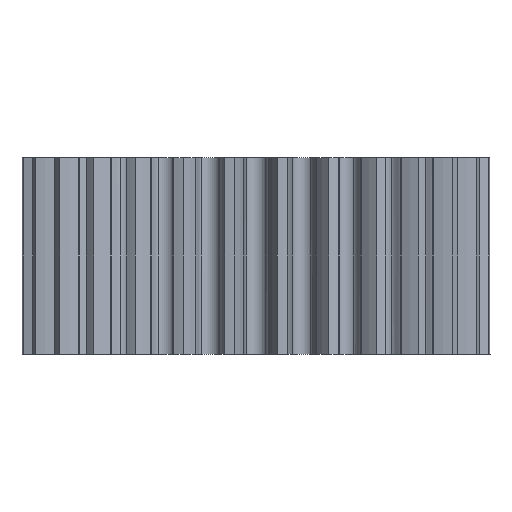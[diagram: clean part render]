
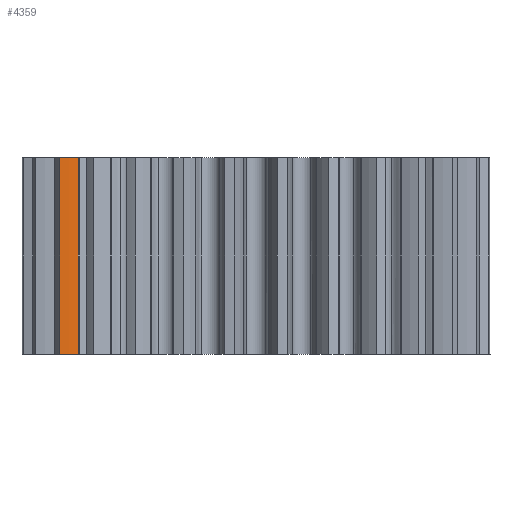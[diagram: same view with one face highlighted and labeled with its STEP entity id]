
A CAD part, front view. The second image highlights one B-rep face of the part: STEP entity #4359.
In plain terms, the highlighted free-form (B-spline) face has degree [3, 1] with [13, 2] control points.
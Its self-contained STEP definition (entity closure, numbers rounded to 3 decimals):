
#26=B_SPLINE_SURFACE_WITH_KNOTS('',3,1,((#8697,#8698),(#8699,#8700),(#8701,
#8702),(#8703,#8704),(#8705,#8706),(#8707,#8708),(#8709,#8710),(#8711,#8712),
(#8713,#8714),(#8715,#8716),(#8717,#8718),(#8719,#8720),(#8721,#8722)),
 .UNSPECIFIED.,.F.,.F.,.F.,(4,3,3,3,4),(2,2),(0.,0.,0.001,
0.001,0.001),(0.,1.),.UNSPECIFIED.);
#186=B_SPLINE_CURVE_WITH_KNOTS('',3,(#6222,#6223,#6224,#6225,#6226,#6227,
#6228,#6229,#6230,#6231,#6232,#6233,#6234),.UNSPECIFIED.,.F.,.F.,(4,3,3,
3,4),(-0.001,-0.001,-0.001,
0.,0.),.UNSPECIFIED.);
#318=B_SPLINE_CURVE_WITH_KNOTS('',3,(#7848,#7849,#7850,#7851,#7852,#7853,
#7854,#7855,#7856,#7857,#7858,#7859,#7860),.UNSPECIFIED.,.F.,.F.,(4,3,3,
3,4),(0.,0.,0.001,0.001,
0.001),.UNSPECIFIED.);
#452=FACE_OUTER_BOUND('',#696,.T.);
#696=EDGE_LOOP('',(#3437,#3438,#3439,#3440));
#1060=LINE('',#8723,#1407);
#1061=LINE('',#8724,#1408);
#1407=VECTOR('',#5256,10.);
#1408=VECTOR('',#5257,10.);
#1814=VERTEX_POINT('',#6219);
#1815=VERTEX_POINT('',#6221);
#2081=VERTEX_POINT('',#7845);
#2082=VERTEX_POINT('',#7847);
#2279=EDGE_CURVE('',#1814,#1815,#186,.T.);
#2546=EDGE_CURVE('',#2081,#2082,#318,.T.);
#2689=EDGE_CURVE('',#2082,#1814,#1060,.T.);
#2690=EDGE_CURVE('',#2081,#1815,#1061,.T.);
#3437=ORIENTED_EDGE('',*,*,#2689,.F.);
#3438=ORIENTED_EDGE('',*,*,#2546,.F.);
#3439=ORIENTED_EDGE('',*,*,#2690,.T.);
#3440=ORIENTED_EDGE('',*,*,#2279,.F.);
#4359=ADVANCED_FACE('',(#452),#26,.F.);
#5256=DIRECTION('',(0.,0.,1.));
#5257=DIRECTION('',(0.,0.,1.));
#6219=CARTESIAN_POINT('',(-9.977,-6.578,7.5));
#6221=CARTESIAN_POINT('',(-9.032,-6.4,7.5));
#6222=CARTESIAN_POINT('Ctrl Pts',(-9.977,-6.578,7.5));
#6223=CARTESIAN_POINT('Ctrl Pts',(-9.921,-6.573,7.5));
#6224=CARTESIAN_POINT('Ctrl Pts',(-9.866,-6.567,7.5));
#6225=CARTESIAN_POINT('Ctrl Pts',(-9.811,-6.561,7.5));
#6226=CARTESIAN_POINT('Ctrl Pts',(-9.718,-6.549,7.5));
#6227=CARTESIAN_POINT('Ctrl Pts',(-9.626,-6.536,7.5));
#6228=CARTESIAN_POINT('Ctrl Pts',(-9.534,-6.52,7.5));
#6229=CARTESIAN_POINT('Ctrl Pts',(-9.449,-6.505,7.5));
#6230=CARTESIAN_POINT('Ctrl Pts',(-9.365,-6.487,7.5));
#6231=CARTESIAN_POINT('Ctrl Pts',(-9.281,-6.467,7.5));
#6232=CARTESIAN_POINT('Ctrl Pts',(-9.197,-6.447,7.5));
#6233=CARTESIAN_POINT('Ctrl Pts',(-9.114,-6.425,7.5));
#6234=CARTESIAN_POINT('Ctrl Pts',(-9.032,-6.4,7.5));
#7845=CARTESIAN_POINT('',(-9.032,-6.4,-2.5));
#7847=CARTESIAN_POINT('',(-9.977,-6.578,-2.5));
#7848=CARTESIAN_POINT('Ctrl Pts',(-9.032,-6.4,-2.5));
#7849=CARTESIAN_POINT('Ctrl Pts',(-9.114,-6.425,-2.5));
#7850=CARTESIAN_POINT('Ctrl Pts',(-9.197,-6.447,-2.5));
#7851=CARTESIAN_POINT('Ctrl Pts',(-9.281,-6.467,-2.5));
#7852=CARTESIAN_POINT('Ctrl Pts',(-9.365,-6.487,-2.5));
#7853=CARTESIAN_POINT('Ctrl Pts',(-9.449,-6.505,-2.5));
#7854=CARTESIAN_POINT('Ctrl Pts',(-9.534,-6.52,-2.5));
#7855=CARTESIAN_POINT('Ctrl Pts',(-9.626,-6.536,-2.5));
#7856=CARTESIAN_POINT('Ctrl Pts',(-9.718,-6.549,-2.5));
#7857=CARTESIAN_POINT('Ctrl Pts',(-9.811,-6.561,-2.5));
#7858=CARTESIAN_POINT('Ctrl Pts',(-9.866,-6.567,-2.5));
#7859=CARTESIAN_POINT('Ctrl Pts',(-9.921,-6.573,-2.5));
#7860=CARTESIAN_POINT('Ctrl Pts',(-9.977,-6.578,-2.5));
#8697=CARTESIAN_POINT('Ctrl Pts',(-9.032,-6.4,-2.5));
#8698=CARTESIAN_POINT('Ctrl Pts',(-9.032,-6.4,7.5));
#8699=CARTESIAN_POINT('Ctrl Pts',(-9.114,-6.425,-2.5));
#8700=CARTESIAN_POINT('Ctrl Pts',(-9.114,-6.425,7.5));
#8701=CARTESIAN_POINT('Ctrl Pts',(-9.197,-6.447,-2.5));
#8702=CARTESIAN_POINT('Ctrl Pts',(-9.197,-6.447,7.5));
#8703=CARTESIAN_POINT('Ctrl Pts',(-9.281,-6.467,-2.5));
#8704=CARTESIAN_POINT('Ctrl Pts',(-9.281,-6.467,7.5));
#8705=CARTESIAN_POINT('Ctrl Pts',(-9.365,-6.487,-2.5));
#8706=CARTESIAN_POINT('Ctrl Pts',(-9.365,-6.487,7.5));
#8707=CARTESIAN_POINT('Ctrl Pts',(-9.449,-6.505,-2.5));
#8708=CARTESIAN_POINT('Ctrl Pts',(-9.449,-6.505,7.5));
#8709=CARTESIAN_POINT('Ctrl Pts',(-9.534,-6.52,-2.5));
#8710=CARTESIAN_POINT('Ctrl Pts',(-9.534,-6.52,7.5));
#8711=CARTESIAN_POINT('Ctrl Pts',(-9.626,-6.536,-2.5));
#8712=CARTESIAN_POINT('Ctrl Pts',(-9.626,-6.536,7.5));
#8713=CARTESIAN_POINT('Ctrl Pts',(-9.718,-6.549,-2.5));
#8714=CARTESIAN_POINT('Ctrl Pts',(-9.718,-6.549,7.5));
#8715=CARTESIAN_POINT('Ctrl Pts',(-9.811,-6.561,-2.5));
#8716=CARTESIAN_POINT('Ctrl Pts',(-9.811,-6.561,7.5));
#8717=CARTESIAN_POINT('Ctrl Pts',(-9.866,-6.567,-2.5));
#8718=CARTESIAN_POINT('Ctrl Pts',(-9.866,-6.567,7.5));
#8719=CARTESIAN_POINT('Ctrl Pts',(-9.921,-6.573,-2.5));
#8720=CARTESIAN_POINT('Ctrl Pts',(-9.921,-6.573,7.5));
#8721=CARTESIAN_POINT('Ctrl Pts',(-9.977,-6.578,-2.5));
#8722=CARTESIAN_POINT('Ctrl Pts',(-9.977,-6.578,7.5));
#8723=CARTESIAN_POINT('',(-9.977,-6.578,2.5));
#8724=CARTESIAN_POINT('',(-9.032,-6.4,2.5));
